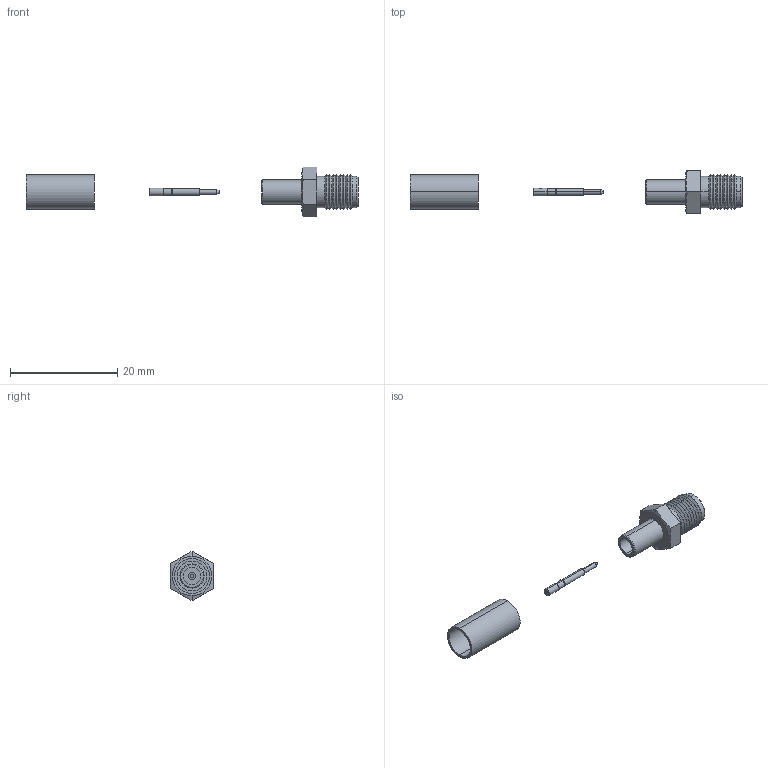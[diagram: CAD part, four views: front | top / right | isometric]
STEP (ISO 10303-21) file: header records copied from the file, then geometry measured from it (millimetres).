
FILE_DESCRIPTION (( 'STEP AP214' ), '1' );
FILE_NAME ('ARSJ-1700.STEP', '2013-02-15T15:10:06', ( 'x' ), ( '' ), 'SwSTEP 2.0', 'SolidWorks 2012', '' );
FILE_SCHEMA (( 'AUTOMOTIVE_DESIGN' ));
Length unit declared in the file: inch
Products named in the file (4): ARSJ-1700-MA7; ARSJ-1700-MA4; ARSJ-1700-MA1; ARSJ-1700
Assembly tree (3 placements, depth 2):
  ARSJ-1700
    ARSJ-1700-MA1
    ARSJ-1700-MA4
    ARSJ-1700-MA7
Bounding box: 61.93 x 8 x 9.24 mm (x, y, z)
Volume: 498.8 mm3; surface area: 1202.8 mm2
Topology: 3 solids, 3 shells, 107 faces, 220 edges, 126 vertices
Faces by surface type: cylinder 43, cone 42, plane 22
Entity records: 3244 total; most frequent: DIRECTION 546, CARTESIAN_POINT 541, ORIENTED_EDGE 440, AXIS2_PLACEMENT_3D 223, EDGE_CURVE 220, VERTEX_POINT 126, EDGE_LOOP 120, CIRCLE 110
